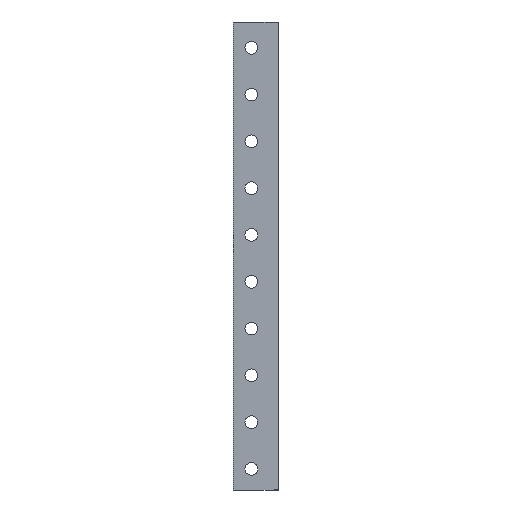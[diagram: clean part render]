
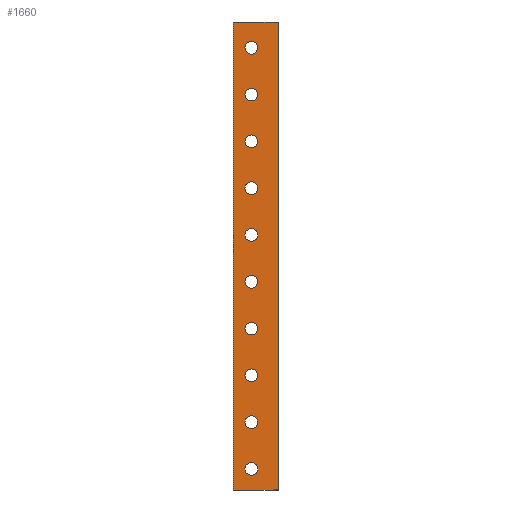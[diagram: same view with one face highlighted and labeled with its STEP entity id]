
A CAD part, left-side view. The second image highlights one B-rep face of the part: STEP entity #1660.
In plain terms, the highlighted planar face has unit normal (-1, 0, 0).
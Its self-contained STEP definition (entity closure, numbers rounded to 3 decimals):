
#64=FACE_BOUND('',#284,.T.);
#65=FACE_BOUND('',#285,.T.);
#66=FACE_BOUND('',#286,.T.);
#67=FACE_BOUND('',#287,.T.);
#68=FACE_BOUND('',#288,.T.);
#69=FACE_BOUND('',#289,.T.);
#70=FACE_BOUND('',#290,.T.);
#71=FACE_BOUND('',#291,.T.);
#72=FACE_BOUND('',#292,.T.);
#73=FACE_BOUND('',#293,.T.);
#134=CIRCLE('',#1782,4.1);
#135=CIRCLE('',#1783,4.1);
#136=CIRCLE('',#1784,4.1);
#137=CIRCLE('',#1785,4.1);
#138=CIRCLE('',#1786,4.1);
#139=CIRCLE('',#1787,4.1);
#140=CIRCLE('',#1788,4.1);
#141=CIRCLE('',#1789,4.1);
#142=CIRCLE('',#1790,4.1);
#143=CIRCLE('',#1791,4.1);
#195=FACE_OUTER_BOUND('',#283,.T.);
#283=EDGE_LOOP('',(#1134,#1135,#1136,#1137,#1138,#1139));
#284=EDGE_LOOP('',(#1140));
#285=EDGE_LOOP('',(#1141));
#286=EDGE_LOOP('',(#1142));
#287=EDGE_LOOP('',(#1143));
#288=EDGE_LOOP('',(#1144));
#289=EDGE_LOOP('',(#1145));
#290=EDGE_LOOP('',(#1146));
#291=EDGE_LOOP('',(#1147));
#292=EDGE_LOOP('',(#1148));
#293=EDGE_LOOP('',(#1149));
#417=LINE('',#2401,#565);
#438=LINE('',#2484,#586);
#439=LINE('',#2486,#587);
#440=LINE('',#2488,#588);
#441=LINE('',#2490,#589);
#442=LINE('',#2491,#590);
#565=VECTOR('',#1929,10.);
#586=VECTOR('',#1992,10.);
#587=VECTOR('',#1993,10.);
#588=VECTOR('',#1994,10.);
#589=VECTOR('',#1995,10.);
#590=VECTOR('',#1996,10.);
#707=VERTEX_POINT('',#2387);
#713=VERTEX_POINT('',#2399);
#754=VERTEX_POINT('',#2483);
#755=VERTEX_POINT('',#2485);
#756=VERTEX_POINT('',#2487);
#757=VERTEX_POINT('',#2489);
#758=VERTEX_POINT('',#2492);
#759=VERTEX_POINT('',#2494);
#760=VERTEX_POINT('',#2496);
#761=VERTEX_POINT('',#2498);
#762=VERTEX_POINT('',#2500);
#763=VERTEX_POINT('',#2502);
#764=VERTEX_POINT('',#2504);
#765=VERTEX_POINT('',#2506);
#766=VERTEX_POINT('',#2508);
#767=VERTEX_POINT('',#2510);
#865=EDGE_CURVE('',#707,#713,#417,.T.);
#906=EDGE_CURVE('',#754,#713,#438,.T.);
#907=EDGE_CURVE('',#754,#755,#439,.T.);
#908=EDGE_CURVE('',#755,#756,#440,.T.);
#909=EDGE_CURVE('',#756,#757,#441,.T.);
#910=EDGE_CURVE('',#757,#707,#442,.T.);
#911=EDGE_CURVE('',#758,#758,#134,.T.);
#912=EDGE_CURVE('',#759,#759,#135,.T.);
#913=EDGE_CURVE('',#760,#760,#136,.T.);
#914=EDGE_CURVE('',#761,#761,#137,.T.);
#915=EDGE_CURVE('',#762,#762,#138,.T.);
#916=EDGE_CURVE('',#763,#763,#139,.T.);
#917=EDGE_CURVE('',#764,#764,#140,.T.);
#918=EDGE_CURVE('',#765,#765,#141,.T.);
#919=EDGE_CURVE('',#766,#766,#142,.T.);
#920=EDGE_CURVE('',#767,#767,#143,.T.);
#1134=ORIENTED_EDGE('',*,*,#865,.T.);
#1135=ORIENTED_EDGE('',*,*,#906,.F.);
#1136=ORIENTED_EDGE('',*,*,#907,.T.);
#1137=ORIENTED_EDGE('',*,*,#908,.T.);
#1138=ORIENTED_EDGE('',*,*,#909,.T.);
#1139=ORIENTED_EDGE('',*,*,#910,.T.);
#1140=ORIENTED_EDGE('',*,*,#911,.T.);
#1141=ORIENTED_EDGE('',*,*,#912,.T.);
#1142=ORIENTED_EDGE('',*,*,#913,.T.);
#1143=ORIENTED_EDGE('',*,*,#914,.T.);
#1144=ORIENTED_EDGE('',*,*,#915,.T.);
#1145=ORIENTED_EDGE('',*,*,#916,.T.);
#1146=ORIENTED_EDGE('',*,*,#917,.T.);
#1147=ORIENTED_EDGE('',*,*,#918,.T.);
#1148=ORIENTED_EDGE('',*,*,#919,.T.);
#1149=ORIENTED_EDGE('',*,*,#920,.T.);
#1543=PLANE('',#1781);
#1660=ADVANCED_FACE('',(#195,#64,#65,#66,#67,#68,#69,#70,#71,#72,#73),#1543,
 .F.);
#1781=AXIS2_PLACEMENT_3D('',#2482,#1990,#1991);
#1782=AXIS2_PLACEMENT_3D('',#2493,#1997,#1998);
#1783=AXIS2_PLACEMENT_3D('',#2495,#1999,#2000);
#1784=AXIS2_PLACEMENT_3D('',#2497,#2001,#2002);
#1785=AXIS2_PLACEMENT_3D('',#2499,#2003,#2004);
#1786=AXIS2_PLACEMENT_3D('',#2501,#2005,#2006);
#1787=AXIS2_PLACEMENT_3D('',#2503,#2007,#2008);
#1788=AXIS2_PLACEMENT_3D('',#2505,#2009,#2010);
#1789=AXIS2_PLACEMENT_3D('',#2507,#2011,#2012);
#1790=AXIS2_PLACEMENT_3D('',#2509,#2013,#2014);
#1791=AXIS2_PLACEMENT_3D('',#2511,#2015,#2016);
#1929=DIRECTION('',(0.,0.,1.));
#1990=DIRECTION('center_axis',(1.,0.,0.));
#1991=DIRECTION('ref_axis',(0.,0.,1.));
#1992=DIRECTION('',(0.,-1.,0.));
#1993=DIRECTION('',(0.,1.,0.));
#1994=DIRECTION('',(0.,0.,-1.));
#1995=DIRECTION('',(0.,-1.,0.));
#1996=DIRECTION('',(0.,-1.,0.));
#1997=DIRECTION('center_axis',(1.,0.,0.));
#1998=DIRECTION('ref_axis',(0.,1.,0.));
#1999=DIRECTION('center_axis',(1.,0.,0.));
#2000=DIRECTION('ref_axis',(0.,1.,0.));
#2001=DIRECTION('center_axis',(1.,0.,0.));
#2002=DIRECTION('ref_axis',(0.,1.,0.));
#2003=DIRECTION('center_axis',(1.,0.,0.));
#2004=DIRECTION('ref_axis',(0.,1.,0.));
#2005=DIRECTION('center_axis',(1.,0.,0.));
#2006=DIRECTION('ref_axis',(0.,1.,0.));
#2007=DIRECTION('center_axis',(1.,0.,0.));
#2008=DIRECTION('ref_axis',(0.,1.,0.));
#2009=DIRECTION('center_axis',(1.,0.,0.));
#2010=DIRECTION('ref_axis',(0.,1.,0.));
#2011=DIRECTION('center_axis',(1.,0.,0.));
#2012=DIRECTION('ref_axis',(0.,1.,0.));
#2013=DIRECTION('center_axis',(1.,0.,0.));
#2014=DIRECTION('ref_axis',(0.,1.,0.));
#2015=DIRECTION('center_axis',(1.,0.,0.));
#2016=DIRECTION('ref_axis',(0.,1.,0.));
#2387=CARTESIAN_POINT('',(-62.821,0.,-300.));
#2399=CARTESIAN_POINT('',(-62.821,0.,0.));
#2401=CARTESIAN_POINT('',(-62.821,0.,-150.));
#2482=CARTESIAN_POINT('Origin',(-62.821,-15.499,-150.));
#2483=CARTESIAN_POINT('',(-62.821,3.5,0.));
#2484=CARTESIAN_POINT('',(-62.821,-6.,0.));
#2485=CARTESIAN_POINT('',(-62.821,29.001,0.));
#2486=CARTESIAN_POINT('',(-62.821,-59.999,0.));
#2487=CARTESIAN_POINT('',(-62.821,29.001,-300.));
#2488=CARTESIAN_POINT('',(-62.821,29.001,0.));
#2489=CARTESIAN_POINT('',(-62.821,3.5,-300.));
#2490=CARTESIAN_POINT('',(-62.821,29.001,-300.));
#2491=CARTESIAN_POINT('',(-62.821,-9.125,-300.));
#2492=CARTESIAN_POINT('',(-62.821,13.401,-286.5));
#2493=CARTESIAN_POINT('Origin',(-62.821,17.501,-286.5));
#2494=CARTESIAN_POINT('',(-62.821,13.401,-256.5));
#2495=CARTESIAN_POINT('Origin',(-62.821,17.501,-256.5));
#2496=CARTESIAN_POINT('',(-62.821,13.401,-226.5));
#2497=CARTESIAN_POINT('Origin',(-62.821,17.501,-226.5));
#2498=CARTESIAN_POINT('',(-62.821,13.401,-196.5));
#2499=CARTESIAN_POINT('Origin',(-62.821,17.501,-196.5));
#2500=CARTESIAN_POINT('',(-62.821,13.401,-166.5));
#2501=CARTESIAN_POINT('Origin',(-62.821,17.501,-166.5));
#2502=CARTESIAN_POINT('',(-62.821,13.401,-136.5));
#2503=CARTESIAN_POINT('Origin',(-62.821,17.501,-136.5));
#2504=CARTESIAN_POINT('',(-62.821,13.401,-106.5));
#2505=CARTESIAN_POINT('Origin',(-62.821,17.501,-106.5));
#2506=CARTESIAN_POINT('',(-62.821,13.401,-76.5));
#2507=CARTESIAN_POINT('Origin',(-62.821,17.501,-76.5));
#2508=CARTESIAN_POINT('',(-62.821,13.401,-46.5));
#2509=CARTESIAN_POINT('Origin',(-62.821,17.501,-46.5));
#2510=CARTESIAN_POINT('',(-62.821,13.401,-16.5));
#2511=CARTESIAN_POINT('Origin',(-62.821,17.501,-16.5));
